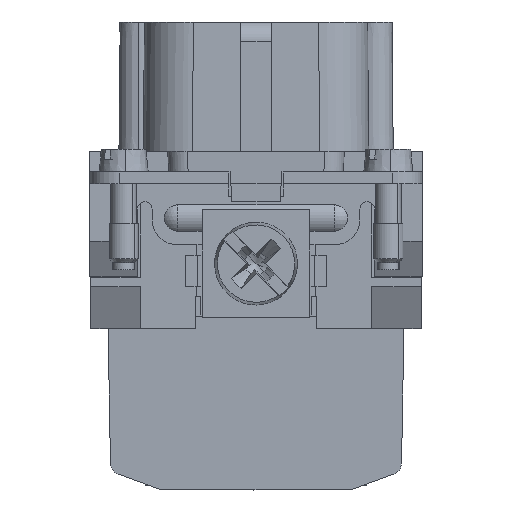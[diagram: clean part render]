
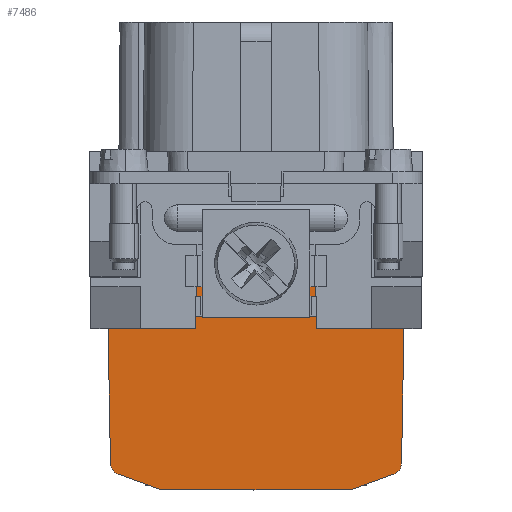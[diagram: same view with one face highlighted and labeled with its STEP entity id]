
A CAD part, front view. The second image highlights one B-rep face of the part: STEP entity #7486.
In plain terms, the highlighted planar face has unit normal (0, -1, -0.018).
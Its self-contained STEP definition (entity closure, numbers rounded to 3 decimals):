
#7367=AXIS2_PLACEMENT_3D('Plane Axis2P3D',#7364,#7365,#7366) ;
#3922=CARTESIAN_POINT('Vertex',(32.09,12.684,16.45)) ;
#3971=CARTESIAN_POINT('Vertex',(26.979,12.684,16.45)) ;
#3974=CARTESIAN_POINT('Line Origine',(29.535,12.684,16.45)) ;
#4104=CARTESIAN_POINT('Line Origine',(4.465,12.684,16.45)) ;
#4108=CARTESIAN_POINT('Vertex',(7.021,12.684,16.45)) ;
#4110=CARTESIAN_POINT('Vertex',(1.91,12.684,16.45)) ;
#7246=CARTESIAN_POINT('Line Origine',(31.971,12.804,9.59)) ;
#7250=CARTESIAN_POINT('Vertex',(31.851,12.924,2.731)) ;
#7346=CARTESIAN_POINT('Vertex',(26.87,12.575,22.7)) ;
#7349=CARTESIAN_POINT('Line Origine',(26.925,12.63,19.575)) ;
#7364=CARTESIAN_POINT('Axis2P3D Location',(7.114,12.675,17.)) ;
#7369=CARTESIAN_POINT('Line Origine',(2.029,12.804,9.59)) ;
#7373=CARTESIAN_POINT('Vertex',(2.149,12.924,2.731)) ;
#7377=CARTESIAN_POINT('Control Point',(2.938,12.943,1.624)) ;
#7378=CARTESIAN_POINT('Control Point',(2.787,12.942,1.679)) ;
#7379=CARTESIAN_POINT('Control Point',(2.645,12.941,1.759)) ;
#7380=CARTESIAN_POINT('Control Point',(2.518,12.939,1.863)) ;
#7381=CARTESIAN_POINT('Control Point',(2.325,12.935,2.084)) ;
#7382=CARTESIAN_POINT('Control Point',(2.207,12.931,2.35)) ;
#7383=CARTESIAN_POINT('Control Point',(2.171,12.928,2.475)) ;
#7384=CARTESIAN_POINT('Control Point',(2.151,12.926,2.603)) ;
#7385=CARTESIAN_POINT('Control Point',(2.149,12.924,2.731)) ;
#7386=CARTESIAN_POINT('Vertex',(2.938,12.943,1.624)) ;
#7389=CARTESIAN_POINT('Line Origine',(5.169,12.957,0.812)) ;
#7393=CARTESIAN_POINT('Vertex',(7.4,12.972,0.)) ;
#7396=CARTESIAN_POINT('Line Origine',(17.,12.972,0.)) ;
#7400=CARTESIAN_POINT('Vertex',(26.6,12.972,0.)) ;
#7403=CARTESIAN_POINT('Line Origine',(28.831,12.957,0.812)) ;
#7407=CARTESIAN_POINT('Vertex',(31.062,12.943,1.624)) ;
#7411=CARTESIAN_POINT('Control Point',(31.851,12.924,2.731)) ;
#7412=CARTESIAN_POINT('Control Point',(31.848,12.927,2.57)) ;
#7413=CARTESIAN_POINT('Control Point',(31.818,12.929,2.409)) ;
#7414=CARTESIAN_POINT('Control Point',(31.762,12.932,2.255)) ;
#7415=CARTESIAN_POINT('Control Point',(31.615,12.937,2.001)) ;
#7416=CARTESIAN_POINT('Control Point',(31.402,12.94,1.802)) ;
#7417=CARTESIAN_POINT('Control Point',(31.296,12.941,1.727)) ;
#7418=CARTESIAN_POINT('Control Point',(31.182,12.942,1.668)) ;
#7419=CARTESIAN_POINT('Control Point',(31.062,12.943,1.624)) ;
#7421=CARTESIAN_POINT('Line Origine',(23.169,12.575,22.7)) ;
#7425=CARTESIAN_POINT('Vertex',(19.468,12.575,22.7)) ;
#7429=CARTESIAN_POINT('Control Point',(19.468,12.575,22.7)) ;
#7430=CARTESIAN_POINT('Control Point',(19.418,12.581,22.394)) ;
#7431=CARTESIAN_POINT('Control Point',(19.321,12.586,22.096)) ;
#7432=CARTESIAN_POINT('Control Point',(19.179,12.591,21.815)) ;
#7433=CARTESIAN_POINT('Control Point',(18.811,12.6,21.307)) ;
#7434=CARTESIAN_POINT('Control Point',(18.307,12.606,20.935)) ;
#7435=CARTESIAN_POINT('Control Point',(18.027,12.609,20.789)) ;
#7436=CARTESIAN_POINT('Control Point',(17.433,12.612,20.589)) ;
#7437=CARTESIAN_POINT('Control Point',(16.806,12.612,20.578)) ;
#7438=CARTESIAN_POINT('Control Point',(16.494,12.612,20.622)) ;
#7439=CARTESIAN_POINT('Control Point',(16.031,12.609,20.763)) ;
#7440=CARTESIAN_POINT('Control Point',(15.618,12.605,21.006)) ;
#7441=CARTESIAN_POINT('Control Point',(15.48,12.603,21.104)) ;
#7442=CARTESIAN_POINT('Control Point',(15.351,12.601,21.213)) ;
#7443=CARTESIAN_POINT('Control Point',(15.232,12.599,21.332)) ;
#7444=CARTESIAN_POINT('Vertex',(15.232,12.599,21.332)) ;
#7448=CARTESIAN_POINT('Control Point',(15.232,12.599,21.332)) ;
#7449=CARTESIAN_POINT('Control Point',(15.011,12.595,21.553)) ;
#7450=CARTESIAN_POINT('Control Point',(14.825,12.591,21.808)) ;
#7451=CARTESIAN_POINT('Control Point',(14.68,12.586,22.091)) ;
#7452=CARTESIAN_POINT('Control Point',(14.582,12.581,22.392)) ;
#7453=CARTESIAN_POINT('Control Point',(14.532,12.575,22.7)) ;
#7454=CARTESIAN_POINT('Vertex',(14.532,12.575,22.7)) ;
#7457=CARTESIAN_POINT('Line Origine',(10.831,12.575,22.7)) ;
#7461=CARTESIAN_POINT('Vertex',(7.13,12.575,22.7)) ;
#7464=CARTESIAN_POINT('Line Origine',(7.075,12.63,19.575)) ;
#3975=DIRECTION('Vector Direction',(-1.,0.,0.)) ;
#4105=DIRECTION('Vector Direction',(-1.,0.,0.)) ;
#7247=DIRECTION('Vector Direction',(-0.017,0.017,-1.)) ;
#7350=DIRECTION('Vector Direction',(-0.017,-0.017,1.)) ;
#7365=DIRECTION('Axis2P3D Direction',(0.,1.,0.017)) ;
#7366=DIRECTION('Axis2P3D XDirection',(0.,-0.017,1.)) ;
#7370=DIRECTION('Vector Direction',(0.017,0.017,-1.)) ;
#7390=DIRECTION('Vector Direction',(-0.94,-0.006,0.342)) ;
#7397=DIRECTION('Vector Direction',(1.,0.,0.)) ;
#7404=DIRECTION('Vector Direction',(0.94,-0.006,0.342)) ;
#7422=DIRECTION('Vector Direction',(-1.,0.,0.)) ;
#7458=DIRECTION('Vector Direction',(-1.,0.,0.)) ;
#7465=DIRECTION('Vector Direction',(-0.017,0.017,-1.)) ;
#3976=VECTOR('Line Direction',#3975,1.) ;
#4106=VECTOR('Line Direction',#4105,1.) ;
#7248=VECTOR('Line Direction',#7247,1.) ;
#7351=VECTOR('Line Direction',#7350,1.) ;
#7371=VECTOR('Line Direction',#7370,1.) ;
#7391=VECTOR('Line Direction',#7390,1.) ;
#7398=VECTOR('Line Direction',#7397,1.) ;
#7405=VECTOR('Line Direction',#7404,1.) ;
#7423=VECTOR('Line Direction',#7422,1.) ;
#7459=VECTOR('Line Direction',#7458,1.) ;
#7466=VECTOR('Line Direction',#7465,1.) ;
#7470=ORIENTED_EDGE('',*,*,#7375,.T.) ;
#7471=ORIENTED_EDGE('',*,*,#7388,.F.) ;
#7472=ORIENTED_EDGE('',*,*,#7395,.F.) ;
#7473=ORIENTED_EDGE('',*,*,#7402,.T.) ;
#7474=ORIENTED_EDGE('',*,*,#7409,.T.) ;
#7475=ORIENTED_EDGE('',*,*,#7420,.F.) ;
#7476=ORIENTED_EDGE('',*,*,#7252,.F.) ;
#7477=ORIENTED_EDGE('',*,*,#3978,.T.) ;
#7478=ORIENTED_EDGE('',*,*,#7353,.T.) ;
#7479=ORIENTED_EDGE('',*,*,#7427,.T.) ;
#7480=ORIENTED_EDGE('',*,*,#7446,.T.) ;
#7481=ORIENTED_EDGE('',*,*,#7456,.T.) ;
#7482=ORIENTED_EDGE('',*,*,#7463,.T.) ;
#7483=ORIENTED_EDGE('',*,*,#7468,.T.) ;
#7484=ORIENTED_EDGE('',*,*,#4112,.T.) ;
#7486=ADVANCED_FACE('Hauptkoerper',(#7485),#7368,.F.) ;
#7376=B_SPLINE_CURVE_WITH_KNOTS('',5,(#7377,#7378,#7379,#7380,#7381,#7382,#7383,#7384,#7385),.UNSPECIFIED.,.F.,.U.,(6,3,6),(0.,1.394,2.503),.UNSPECIFIED.) ;
#7410=B_SPLINE_CURVE_WITH_KNOTS('',5,(#7411,#7412,#7413,#7414,#7415,#7416,#7417,#7418,#7419),.UNSPECIFIED.,.F.,.U.,(6,3,6),(0.,1.394,2.503),.UNSPECIFIED.) ;
#7428=B_SPLINE_CURVE_WITH_KNOTS('',5,(#7429,#7430,#7431,#7432,#7433,#7434,#7435,#7436,#7437,#7438,#7439,#7440,#7441,#7442,#7443),.UNSPECIFIED.,.F.,.U.,(6,3,3,3,6),(0.,2.683,5.367,8.05,9.508),.UNSPECIFIED.) ;
#7447=B_SPLINE_CURVE_WITH_KNOTS('',5,(#7448,#7449,#7450,#7451,#7452,#7453),.UNSPECIFIED.,.F.,.U.,(6,6),(0.,2.705),.UNSPECIFIED.) ;
#3978=EDGE_CURVE('',#3923,#3972,#3977,.T.) ;
#4112=EDGE_CURVE('',#4109,#4111,#4107,.T.) ;
#7252=EDGE_CURVE('',#3923,#7251,#7249,.T.) ;
#7353=EDGE_CURVE('',#3972,#7347,#7352,.T.) ;
#7375=EDGE_CURVE('',#4111,#7374,#7372,.T.) ;
#7388=EDGE_CURVE('',#7387,#7374,#7376,.T.) ;
#7395=EDGE_CURVE('',#7394,#7387,#7392,.T.) ;
#7402=EDGE_CURVE('',#7394,#7401,#7399,.T.) ;
#7409=EDGE_CURVE('',#7401,#7408,#7406,.T.) ;
#7420=EDGE_CURVE('',#7251,#7408,#7410,.T.) ;
#7427=EDGE_CURVE('',#7347,#7426,#7424,.T.) ;
#7446=EDGE_CURVE('',#7426,#7445,#7428,.T.) ;
#7456=EDGE_CURVE('',#7445,#7455,#7447,.T.) ;
#7463=EDGE_CURVE('',#7455,#7462,#7460,.T.) ;
#7468=EDGE_CURVE('',#7462,#4109,#7467,.T.) ;
#7469=EDGE_LOOP('',(#7470,#7471,#7472,#7473,#7474,#7475,#7476,#7477,#7478,#7479,#7480,#7481,#7482,#7483,#7484)) ;
#7485=FACE_OUTER_BOUND('',#7469,.T.) ;
#3977=LINE('Line',#3974,#3976) ;
#4107=LINE('Line',#4104,#4106) ;
#7249=LINE('Line',#7246,#7248) ;
#7352=LINE('Line',#7349,#7351) ;
#7372=LINE('Line',#7369,#7371) ;
#7392=LINE('Line',#7389,#7391) ;
#7399=LINE('Line',#7396,#7398) ;
#7406=LINE('Line',#7403,#7405) ;
#7424=LINE('Line',#7421,#7423) ;
#7460=LINE('Line',#7457,#7459) ;
#7467=LINE('Line',#7464,#7466) ;
#7368=PLANE('',#7367) ;
#3923=VERTEX_POINT('',#3922) ;
#3972=VERTEX_POINT('',#3971) ;
#4109=VERTEX_POINT('',#4108) ;
#4111=VERTEX_POINT('',#4110) ;
#7251=VERTEX_POINT('',#7250) ;
#7347=VERTEX_POINT('',#7346) ;
#7374=VERTEX_POINT('',#7373) ;
#7387=VERTEX_POINT('',#7386) ;
#7394=VERTEX_POINT('',#7393) ;
#7401=VERTEX_POINT('',#7400) ;
#7408=VERTEX_POINT('',#7407) ;
#7426=VERTEX_POINT('',#7425) ;
#7445=VERTEX_POINT('',#7444) ;
#7455=VERTEX_POINT('',#7454) ;
#7462=VERTEX_POINT('',#7461) ;
